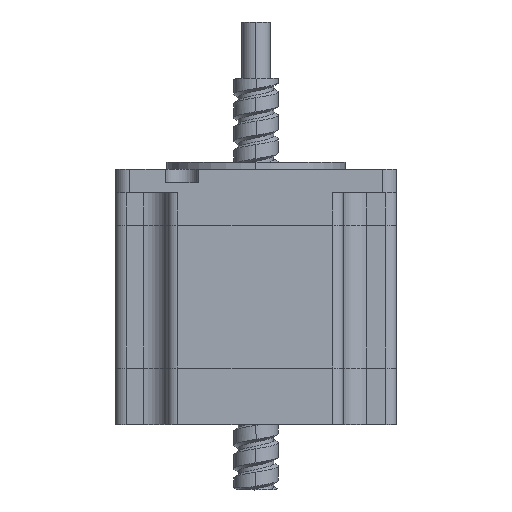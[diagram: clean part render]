
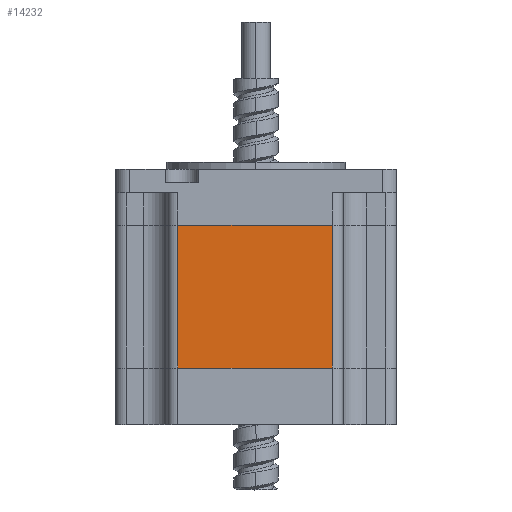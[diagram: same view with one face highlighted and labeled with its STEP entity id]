
A CAD part, top view. The second image highlights one B-rep face of the part: STEP entity #14232.
In plain terms, the highlighted planar face has unit normal (0, 0, 1).
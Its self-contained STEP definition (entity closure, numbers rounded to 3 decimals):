
#559 = LINE ( 'NONE', #9003, #4674 ) ;
#620 = EDGE_CURVE ( 'NONE', #11925, #18597, #4852, .T. ) ;
#1133 = DIRECTION ( 'NONE',  ( 0., 0., -1. ) ) ;
#2324 = CARTESIAN_POINT ( 'NONE',  ( 27., -7.001, 30. ) ) ;
#2807 = ORIENTED_EDGE ( 'NONE', *, *, #12002, .F. ) ;
#3334 = ORIENTED_EDGE ( 'NONE', *, *, #13871, .F. ) ;
#3625 = VECTOR ( 'NONE', #9283, 1000. ) ;
#4004 = CARTESIAN_POINT ( 'NONE',  ( -16.7, -37.49, 30. ) ) ;
#4674 = VECTOR ( 'NONE', #21463, 1000. ) ;
#4769 = PLANE ( 'NONE',  #13003 ) ;
#4852 = LINE ( 'NONE', #15696, #20470 ) ;
#7267 = CARTESIAN_POINT ( 'NONE',  ( -16.7, -7.001, 30. ) ) ;
#7754 = DIRECTION ( 'NONE',  ( 0., 1., 0. ) ) ;
#8208 = FACE_OUTER_BOUND ( 'NONE', #21038, .T. ) ;
#8610 = DIRECTION ( 'NONE',  ( 0., 1., 0. ) ) ;
#9003 = CARTESIAN_POINT ( 'NONE',  ( 27., -37.49, 30. ) ) ;
#9283 = DIRECTION ( 'NONE',  ( 1., 0., 0. ) ) ;
#10657 = LINE ( 'NONE', #2324, #3625 ) ;
#11409 = CARTESIAN_POINT ( 'NONE',  ( -16.7, -49.5, 30. ) ) ;
#11556 = CARTESIAN_POINT ( 'NONE',  ( 16.3, -7.001, 30. ) ) ;
#11737 = CARTESIAN_POINT ( 'NONE',  ( 16.3, -37.49, 30. ) ) ;
#11925 = VERTEX_POINT ( 'NONE', #11737 ) ;
#11964 = ORIENTED_EDGE ( 'NONE', *, *, #620, .T. ) ;
#12002 = EDGE_CURVE ( 'NONE', #14770, #18597, #10657, .T. ) ;
#13003 = AXIS2_PLACEMENT_3D ( 'NONE', #13465, #1133, #14835 ) ;
#13137 = VERTEX_POINT ( 'NONE', #4004 ) ;
#13443 = VECTOR ( 'NONE', #7754, 1000. ) ;
#13465 = CARTESIAN_POINT ( 'NONE',  ( 27., 5., 30. ) ) ;
#13871 = EDGE_CURVE ( 'NONE', #11925, #13137, #559, .T. ) ;
#14000 = EDGE_CURVE ( 'NONE', #13137, #14770, #14946, .T. ) ;
#14232 = ADVANCED_FACE ( 'NONE', ( #8208 ), #4769, .F. ) ;
#14770 = VERTEX_POINT ( 'NONE', #7267 ) ;
#14835 = DIRECTION ( 'NONE',  ( -1., 0., 0. ) ) ;
#14946 = LINE ( 'NONE', #11409, #13443 ) ;
#15696 = CARTESIAN_POINT ( 'NONE',  ( 16.3, -49.5, 30. ) ) ;
#18597 = VERTEX_POINT ( 'NONE', #11556 ) ;
#20470 = VECTOR ( 'NONE', #8610, 1000. ) ;
#21038 = EDGE_LOOP ( 'NONE', ( #3334, #11964, #2807, #22133 ) ) ;
#21463 = DIRECTION ( 'NONE',  ( -1., 0., 0. ) ) ;
#22133 = ORIENTED_EDGE ( 'NONE', *, *, #14000, .F. ) ;
